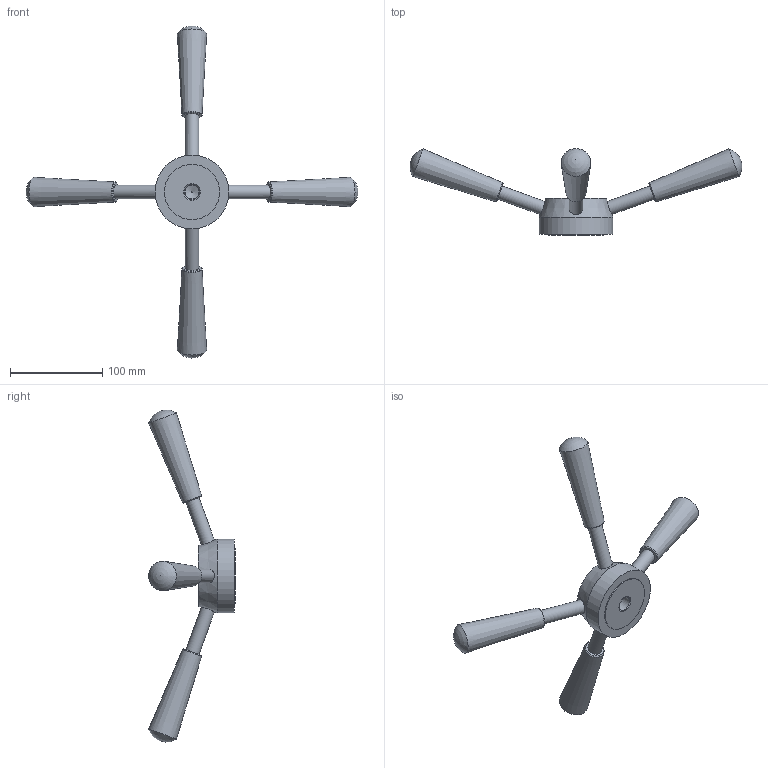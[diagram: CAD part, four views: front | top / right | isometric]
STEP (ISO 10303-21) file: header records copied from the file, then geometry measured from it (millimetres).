
FILE_DESCRIPTION(/* description */ (''),/* implementation_level */ '2;1');
FILE_NAME(/* name */ 'FA180.dxf',/* time_stamp */ '2012-11-23T15:47:10+08:00',/* author */ (''),/* organization */ (''),/* preprocessor_version */ 'ST-DEVELOPER v9',/* originating_system */ 'UGS - NX 4.0',/* authorisation */ '');
FILE_SCHEMA (('CONFIG_CONTROL_DESIGN'));
Length unit declared in the file: millimetre
Products named in the file (1): AdmiD445xkac
Bounding box: 360.15 x 93.85 x 360.15 mm (x, y, z)
Volume: 442507 mm3; surface area: 65029.1 mm2
Topology: 1 solids, 1 shells, 33 faces, 71 edges, 47 vertices
Faces by surface type: cone 11, plane 10, cylinder 8, sphere 4
Full cylindrical faces by diameter (mm): 15 x4, 15.184 x1, 16.184 x1, 60.05 x1, 80.138 x1
Entity records: 796 total; most frequent: CARTESIAN_POINT 166, DIRECTION 124, EDGE_LOOP 64, ORIENTED_EDGE 64, AXIS2_PLACEMENT_3D 62, FACE_BOUND 39, ADVANCED_FACE 33, VERTEX_POINT 32
